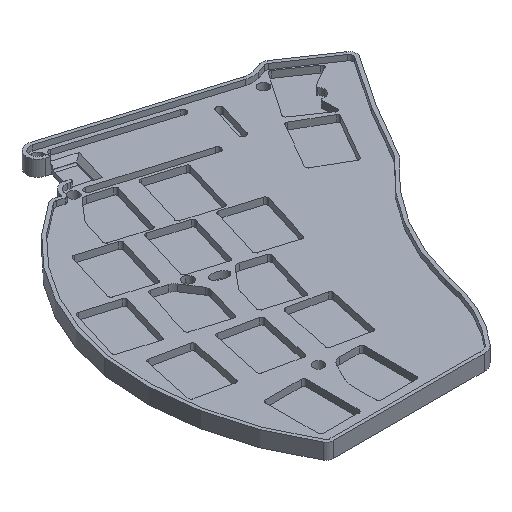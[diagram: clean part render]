
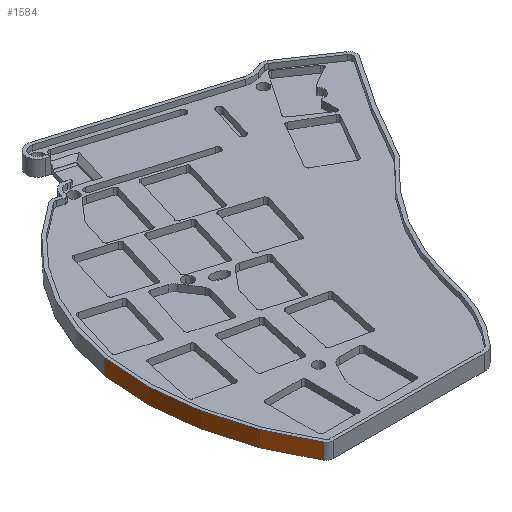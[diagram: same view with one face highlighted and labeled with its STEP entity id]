
A CAD part, isometric view. The second image highlights one B-rep face of the part: STEP entity #1584.
In plain terms, the highlighted cylindrical face has radius 80.441 mm (diameter 160.882 mm), a partial arc.
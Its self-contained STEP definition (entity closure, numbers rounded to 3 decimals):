
#74 = VERTEX_POINT('',#75);
#75 = CARTESIAN_POINT('',(-52.207,4.717,1.6));
#82 = EDGE_CURVE('',#74,#83,#85,.T.);
#83 = VERTEX_POINT('',#84);
#84 = CARTESIAN_POINT('',(-41.584,-48.844,1.6));
#85 = CIRCLE('',#86,80.441);
#86 = AXIS2_PLACEMENT_3D('',#87,#88,#89);
#87 = CARTESIAN_POINT('',(27.325,-7.344,1.6));
#88 = DIRECTION('',(0.,0.,1.));
#89 = DIRECTION('',(1.,0.,0.));
#1563 = EDGE_CURVE('',#83,#1564,#1566,.T.);
#1564 = VERTEX_POINT('',#1565);
#1565 = CARTESIAN_POINT('',(-41.584,-48.844,-3.));
#1566 = LINE('',#1567,#1568);
#1567 = CARTESIAN_POINT('',(-41.584,-48.844,1.6));
#1568 = VECTOR('',#1569,1.);
#1569 = DIRECTION('',(-0.,-0.,-1.));
#1584 = ADVANCED_FACE('',(#1585),#1604,.T.);
#1585 = FACE_BOUND('',#1586,.T.);
#1586 = EDGE_LOOP('',(#1587,#1595,#1602,#1603));
#1587 = ORIENTED_EDGE('',*,*,#1588,.T.);
#1588 = EDGE_CURVE('',#74,#1589,#1591,.T.);
#1589 = VERTEX_POINT('',#1590);
#1590 = CARTESIAN_POINT('',(-52.207,4.717,-3.));
#1591 = LINE('',#1592,#1593);
#1592 = CARTESIAN_POINT('',(-52.207,4.717,1.6));
#1593 = VECTOR('',#1594,1.);
#1594 = DIRECTION('',(-0.,-0.,-1.));
#1595 = ORIENTED_EDGE('',*,*,#1596,.T.);
#1596 = EDGE_CURVE('',#1589,#1564,#1597,.T.);
#1597 = CIRCLE('',#1598,80.441);
#1598 = AXIS2_PLACEMENT_3D('',#1599,#1600,#1601);
#1599 = CARTESIAN_POINT('',(27.325,-7.344,-3.));
#1600 = DIRECTION('',(0.,0.,1.));
#1601 = DIRECTION('',(1.,0.,0.));
#1602 = ORIENTED_EDGE('',*,*,#1563,.F.);
#1603 = ORIENTED_EDGE('',*,*,#82,.F.);
#1604 = CYLINDRICAL_SURFACE('',#1605,80.441);
#1605 = AXIS2_PLACEMENT_3D('',#1606,#1607,#1608);
#1606 = CARTESIAN_POINT('',(27.325,-7.344,1.6));
#1607 = DIRECTION('',(0.,0.,1.));
#1608 = DIRECTION('',(1.,0.,0.));
